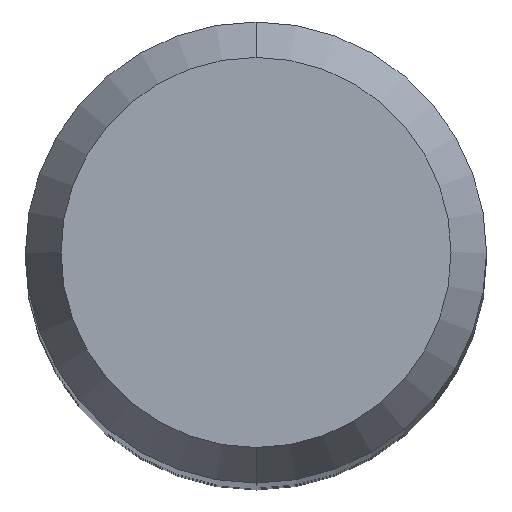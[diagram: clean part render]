
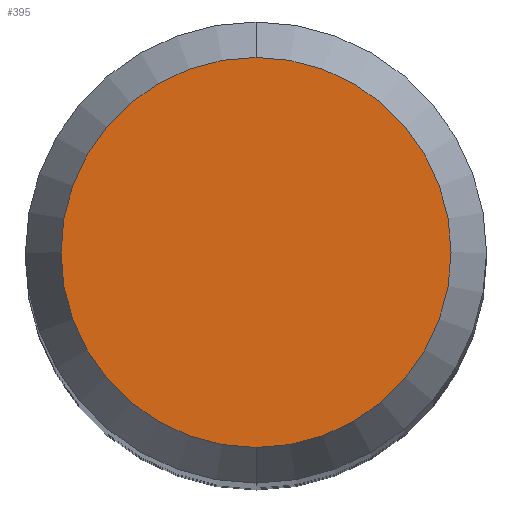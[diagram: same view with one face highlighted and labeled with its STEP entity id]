
A CAD part, top view. The second image highlights one B-rep face of the part: STEP entity #395.
In plain terms, the highlighted planar face has unit normal (0, 0, 1).
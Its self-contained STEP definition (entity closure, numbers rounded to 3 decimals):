
#227=VERTEX_POINT('',#591);
#369=EDGE_CURVE('',#413,#227,#747,.T.);
#395=ADVANCED_FACE('',(#776),#777,.T.);
#413=VERTEX_POINT('',#797);
#463=EDGE_CURVE('',#227,#413,#853,.T.);
#591=CARTESIAN_POINT('',(0.,-2.538,0.0));
#747=CIRCLE('',#1317,2.538);
#776=FACE_OUTER_BOUND('',#1391,.T.);
#777=PLANE('',#1392);
#797=CARTESIAN_POINT('',(0.0,2.538,0.0));
#853=CIRCLE('',#1505,2.538);
#1317=AXIS2_PLACEMENT_3D('',#1862,#1863,#1864);
#1391=EDGE_LOOP('',(#1904,#1905));
#1392=AXIS2_PLACEMENT_3D('',#1906,#1907,#1908);
#1505=AXIS2_PLACEMENT_3D('',#1983,#1984,#1985);
#1862=CARTESIAN_POINT('',(0.0,0.0,0.0));
#1863=DIRECTION('',(0.0,0.0,-1.0));
#1864=DIRECTION('',(0.0,1.0,0.0));
#1904=ORIENTED_EDGE('',*,*,#369,.F.);
#1905=ORIENTED_EDGE('',*,*,#463,.F.);
#1906=CARTESIAN_POINT('',(0.0,1.269,0.0));
#1907=DIRECTION('',(-0.0,0.0,1.0));
#1908=DIRECTION('',(0.0,-1.0,0.0));
#1983=CARTESIAN_POINT('',(0.0,0.0,0.0));
#1984=DIRECTION('',(0.0,0.0,-1.0));
#1985=DIRECTION('',(0.0,1.0,0.0));
